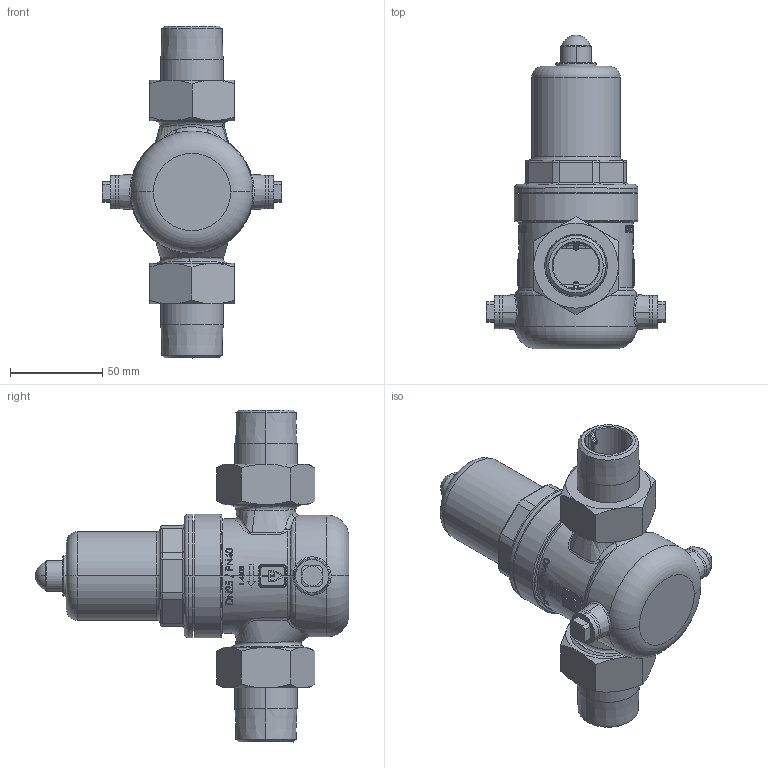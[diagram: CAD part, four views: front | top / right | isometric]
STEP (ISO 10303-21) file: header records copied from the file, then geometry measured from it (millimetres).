
FILE_DESCRIPTION (( 'STEP AP214' ), '1' );
FILE_NAME ('481 HP 1 Dummy.STEP', '2010-08-09T08:15:30', ( '' ), ( '' ), 'SwSTEP 2.0', 'SolidWorks 2010', '' );
FILE_SCHEMA (( 'AUTOMOTIVE_DESIGN' ));
Length unit declared in the file: millimetre
Products named in the file (1): 481 HP 1 Dummy
Bounding box: 97.4 x 170.2 x 180 mm (x, y, z)
Volume: 224375 mm3; surface area: 118662.3 mm2
Topology: 11 solids, 11 shells, 1098 faces, 2722 edges, 1690 vertices
Faces by surface type: plane 364, bspline 275, cylinder 254, cone 121, torus 72, sphere 12
Entity records: 64152 total; most frequent: CARTESIAN_POINT 27970, ORIENTED_EDGE 5384, DIRECTION 4413, EDGE_CURVE 2692, AXIS2_PLACEMENT_3D 1716, VERTEX_POINT 1690, EDGE_LOOP 1196, UNCERTAINTY_MEASURE_WITH_UNIT 1111
